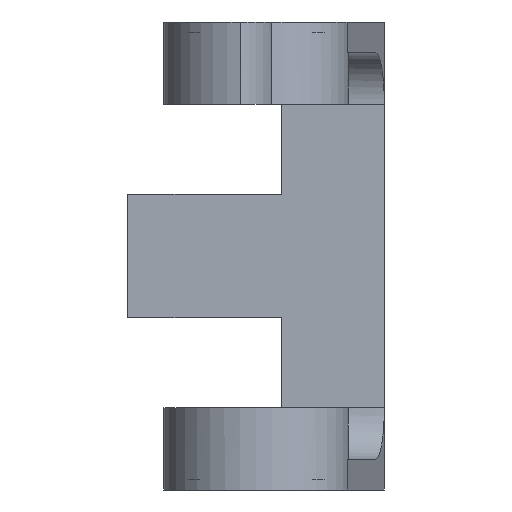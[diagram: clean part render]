
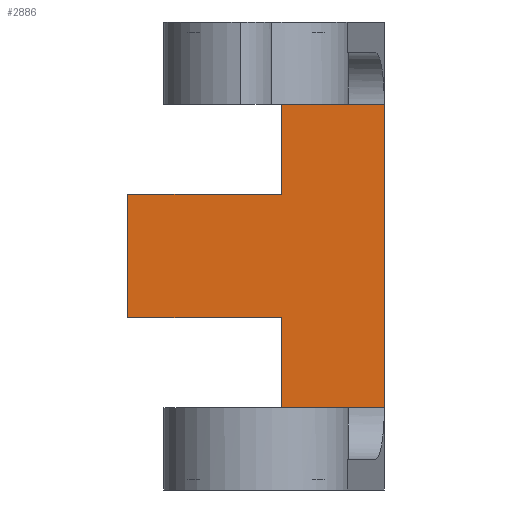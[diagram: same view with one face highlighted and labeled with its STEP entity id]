
A CAD part, front view. The second image highlights one B-rep face of the part: STEP entity #2886.
In plain terms, the highlighted planar face has unit normal (0, -1, 0).
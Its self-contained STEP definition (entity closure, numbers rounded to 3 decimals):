
#13 = VERTEX_POINT ( 'NONE', #469 ) ;
#76 = VERTEX_POINT ( 'NONE', #2275 ) ;
#89 = CARTESIAN_POINT ( 'NONE',  ( 12.5, 20., 8. ) ) ;
#113 = CARTESIAN_POINT ( 'NONE',  ( 12.5, 20., 37.6 ) ) ;
#166 = ORIENTED_EDGE ( 'NONE', *, *, #1463, .T. ) ;
#176 = VERTEX_POINT ( 'NONE', #1238 ) ;
#226 = LINE ( 'NONE', #916, #2044 ) ;
#257 = LINE ( 'NONE', #1822, #1399 ) ;
#303 = CARTESIAN_POINT ( 'NONE',  ( 2.5, 20., 8. ) ) ;
#337 = VECTOR ( 'NONE', #758, 1000. ) ;
#351 = CARTESIAN_POINT ( 'NONE',  ( 2.5, 20., 37.6 ) ) ;
#363 = CARTESIAN_POINT ( 'NONE',  ( 2.5, 20., 22.8 ) ) ;
#394 = VERTEX_POINT ( 'NONE', #1748 ) ;
#403 = EDGE_CURVE ( 'NONE', #176, #13, #2897, .T. ) ;
#469 = CARTESIAN_POINT ( 'NONE',  ( 2.5, 20., 28.8 ) ) ;
#655 = LINE ( 'NONE', #1069, #1878 ) ;
#658 = DIRECTION ( 'NONE',  ( 0., 0., 1. ) ) ;
#673 = VERTEX_POINT ( 'NONE', #303 ) ;
#706 = FACE_OUTER_BOUND ( 'NONE', #1644, .T. ) ;
#758 = DIRECTION ( 'NONE',  ( -1., 0., 0. ) ) ;
#761 = VERTEX_POINT ( 'NONE', #1309 ) ;
#793 = LINE ( 'NONE', #2380, #2871 ) ;
#814 = LINE ( 'NONE', #1077, #2830 ) ;
#815 = EDGE_CURVE ( 'NONE', #673, #1070, #814, .T. ) ;
#845 = ORIENTED_EDGE ( 'NONE', *, *, #1237, .T. ) ;
#878 = CARTESIAN_POINT ( 'NONE',  ( 2.5, 20., 22.8 ) ) ;
#884 = DIRECTION ( 'NONE',  ( 0., 0., -1. ) ) ;
#916 = CARTESIAN_POINT ( 'NONE',  ( 12.5, 20., 22.8 ) ) ;
#1058 = ORIENTED_EDGE ( 'NONE', *, *, #1770, .F. ) ;
#1069 = CARTESIAN_POINT ( 'NONE',  ( -12.5, 20., 28.8 ) ) ;
#1070 = VERTEX_POINT ( 'NONE', #89 ) ;
#1077 = CARTESIAN_POINT ( 'NONE',  ( 2.5, 20., 8. ) ) ;
#1172 = AXIS2_PLACEMENT_3D ( 'NONE', #878, #2458, #658 ) ;
#1237 = EDGE_CURVE ( 'NONE', #761, #394, #655, .T. ) ;
#1238 = CARTESIAN_POINT ( 'NONE',  ( 2.5, 20., 37.6 ) ) ;
#1309 = CARTESIAN_POINT ( 'NONE',  ( -12.5, 20., 28.8 ) ) ;
#1394 = ORIENTED_EDGE ( 'NONE', *, *, #1481, .T. ) ;
#1399 = VECTOR ( 'NONE', #1855, 1000. ) ;
#1457 = LINE ( 'NONE', #351, #337 ) ;
#1463 = EDGE_CURVE ( 'NONE', #2293, #176, #1457, .T. ) ;
#1481 = EDGE_CURVE ( 'NONE', #394, #76, #793, .T. ) ;
#1535 = ORIENTED_EDGE ( 'NONE', *, *, #2099, .F. ) ;
#1538 = DIRECTION ( 'NONE',  ( 1., 0., 0. ) ) ;
#1565 = DIRECTION ( 'NONE',  ( 0., 0., -1. ) ) ;
#1574 = DIRECTION ( 'NONE',  ( 0., 0., -1. ) ) ;
#1644 = EDGE_LOOP ( 'NONE', ( #1535, #166, #1915, #1058, #845, #1394, #2552, #2678 ) ) ;
#1748 = CARTESIAN_POINT ( 'NONE',  ( -12.5, 20., 16.8 ) ) ;
#1770 = EDGE_CURVE ( 'NONE', #761, #13, #257, .T. ) ;
#1806 = VECTOR ( 'NONE', #884, 1000. ) ;
#1822 = CARTESIAN_POINT ( 'NONE',  ( 2.5, 20., 28.8 ) ) ;
#1855 = DIRECTION ( 'NONE',  ( 1., 0., 0. ) ) ;
#1878 = VECTOR ( 'NONE', #1574, 1000. ) ;
#1883 = VECTOR ( 'NONE', #2032, 1000. ) ;
#1915 = ORIENTED_EDGE ( 'NONE', *, *, #403, .T. ) ;
#2026 = PLANE ( 'NONE',  #1172 ) ;
#2032 = DIRECTION ( 'NONE',  ( 0., 0., -1. ) ) ;
#2044 = VECTOR ( 'NONE', #1565, 1000. ) ;
#2062 = EDGE_CURVE ( 'NONE', #76, #673, #2943, .T. ) ;
#2073 = CARTESIAN_POINT ( 'NONE',  ( 2.5, 20., 22.8 ) ) ;
#2099 = EDGE_CURVE ( 'NONE', #2293, #1070, #226, .T. ) ;
#2275 = CARTESIAN_POINT ( 'NONE',  ( 2.5, 20., 16.8 ) ) ;
#2293 = VERTEX_POINT ( 'NONE', #113 ) ;
#2380 = CARTESIAN_POINT ( 'NONE',  ( 2.5, 20., 16.8 ) ) ;
#2411 = DIRECTION ( 'NONE',  ( 1., 0., 0. ) ) ;
#2458 = DIRECTION ( 'NONE',  ( 0., 1., 0. ) ) ;
#2552 = ORIENTED_EDGE ( 'NONE', *, *, #2062, .T. ) ;
#2678 = ORIENTED_EDGE ( 'NONE', *, *, #815, .T. ) ;
#2830 = VECTOR ( 'NONE', #1538, 1000. ) ;
#2871 = VECTOR ( 'NONE', #2411, 1000. ) ;
#2886 = ADVANCED_FACE ( 'NONE', ( #706 ), #2026, .F. ) ;
#2897 = LINE ( 'NONE', #363, #1883 ) ;
#2943 = LINE ( 'NONE', #2073, #1806 ) ;
